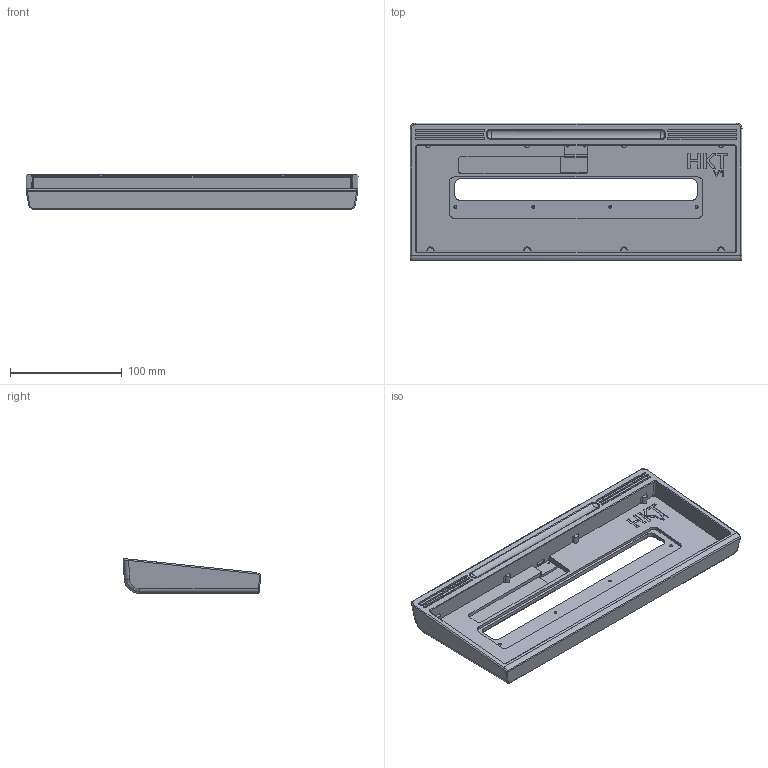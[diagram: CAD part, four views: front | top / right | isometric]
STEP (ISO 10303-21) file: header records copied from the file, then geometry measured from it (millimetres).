
FILE_DESCRIPTION(/* description */ (''),/* implementation_level */ '2;1');
FILE_NAME(/* name */ 'HKT.step',/* time_stamp */ '2022-12-20T16:56:19Z',/* author */ (''),/* organization */ (''),/* preprocessor_version */ 'ST-DEVELOPER v19.2',/* originating_system */ 'Autodesk Translation Framework v11.17.0.187',/* authorisation */ '');
FILE_SCHEMA (('AUTOMOTIVE_DESIGN { 1 0 10303 214 3 1 1 }'));
Length unit declared in the file: millimetre
Products named in the file (2): HKT; Component1
Assembly tree (1 placements, depth 2):
  HKT
    Component1
Bounding box: 297.52 x 123.34 x 31.14 mm (x, y, z)
Volume: 328114 mm3; surface area: 101314.6 mm2
Topology: 1 solids, 1 shells, 284 faces, 737 edges, 475 vertices
Faces by surface type: plane 136, cylinder 108, bspline 32, cone 6, torus 2
Full cylindrical faces by diameter (mm): 1.623 x2, 2.529 x4
Entity records: 9646 total; most frequent: CARTESIAN_POINT 2553, ORIENTED_EDGE 1474, DIRECTION 1462, EDGE_CURVE 737, AXIS2_PLACEMENT_3D 502, VERTEX_POINT 475, LINE 458, VECTOR 458
